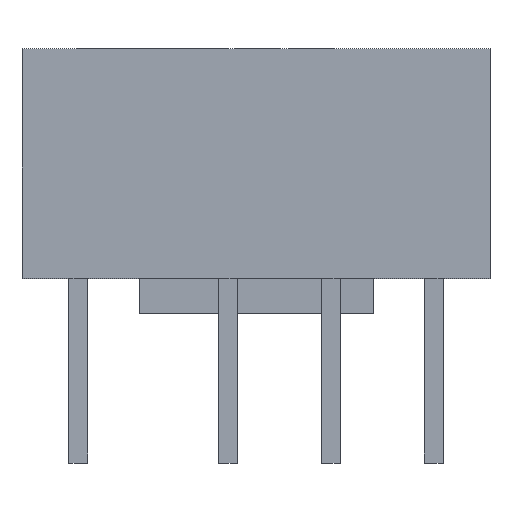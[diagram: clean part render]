
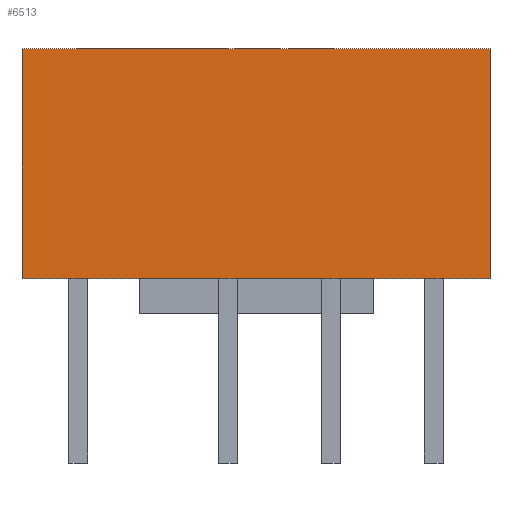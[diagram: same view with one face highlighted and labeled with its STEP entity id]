
A CAD part, top view. The second image highlights one B-rep face of the part: STEP entity #6513.
In plain terms, the highlighted planar face has unit normal (0, 0, 1).
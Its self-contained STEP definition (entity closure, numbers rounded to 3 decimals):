
#101 = CARTESIAN_POINT ( 'NONE',  ( -5., 5.65, 3. ) ) ;
#529 = ORIENTED_EDGE ( 'NONE', *, *, #11128, .T. ) ;
#1078 = CARTESIAN_POINT ( 'NONE',  ( 5., 0.75, 3. ) ) ;
#1221 = FACE_OUTER_BOUND ( 'NONE', #7017, .T. ) ;
#1480 = VERTEX_POINT ( 'NONE', #4191 ) ;
#2359 = VECTOR ( 'NONE', #5043, 1000. ) ;
#3024 = CARTESIAN_POINT ( 'NONE',  ( -5., 5.65, 3. ) ) ;
#3228 = ORIENTED_EDGE ( 'NONE', *, *, #9488, .T. ) ;
#3932 = LINE ( 'NONE', #11660, #2359 ) ;
#3975 = ORIENTED_EDGE ( 'NONE', *, *, #11033, .F. ) ;
#3980 = DIRECTION ( 'NONE',  ( 0., 1., 0. ) ) ;
#4191 = CARTESIAN_POINT ( 'NONE',  ( 5., 5.65, 3. ) ) ;
#4889 = CARTESIAN_POINT ( 'NONE',  ( 5., 5.65, 3. ) ) ;
#5043 = DIRECTION ( 'NONE',  ( -1., 0., 0. ) ) ;
#5134 = DIRECTION ( 'NONE',  ( 0., 0., -1. ) ) ;
#5682 = VECTOR ( 'NONE', #8799, 1000. ) ;
#6513 = ADVANCED_FACE ( 'NONE', ( #1221 ), #7994, .F. ) ;
#6767 = LINE ( 'NONE', #4889, #8741 ) ;
#7017 = EDGE_LOOP ( 'NONE', ( #9840, #3228, #529, #3975 ) ) ;
#7321 = CARTESIAN_POINT ( 'NONE',  ( -5., 5.65, 3. ) ) ;
#7436 = VERTEX_POINT ( 'NONE', #101 ) ;
#7994 = PLANE ( 'NONE',  #11758 ) ;
#8741 = VECTOR ( 'NONE', #3980, 1000. ) ;
#8799 = DIRECTION ( 'NONE',  ( -1., 0., 0. ) ) ;
#8864 = LINE ( 'NONE', #9925, #5682 ) ;
#9301 = DIRECTION ( 'NONE',  ( 0., -1., 0. ) ) ;
#9488 = EDGE_CURVE ( 'NONE', #1480, #7436, #3932, .T. ) ;
#9840 = ORIENTED_EDGE ( 'NONE', *, *, #12465, .T. ) ;
#9925 = CARTESIAN_POINT ( 'NONE',  ( -5., 0.75, 3. ) ) ;
#10420 = VERTEX_POINT ( 'NONE', #11765 ) ;
#11033 = EDGE_CURVE ( 'NONE', #11612, #10420, #8864, .T. ) ;
#11128 = EDGE_CURVE ( 'NONE', #7436, #10420, #12070, .T. ) ;
#11612 = VERTEX_POINT ( 'NONE', #1078 ) ;
#11660 = CARTESIAN_POINT ( 'NONE',  ( 5., 5.65, 3. ) ) ;
#11758 = AXIS2_PLACEMENT_3D ( 'NONE', #3024, #5134, #12618 ) ;
#11765 = CARTESIAN_POINT ( 'NONE',  ( -5., 0.75, 3. ) ) ;
#12070 = LINE ( 'NONE', #7321, #12577 ) ;
#12465 = EDGE_CURVE ( 'NONE', #11612, #1480, #6767, .T. ) ;
#12577 = VECTOR ( 'NONE', #9301, 1000. ) ;
#12618 = DIRECTION ( 'NONE',  ( -1., 0., 0. ) ) ;
